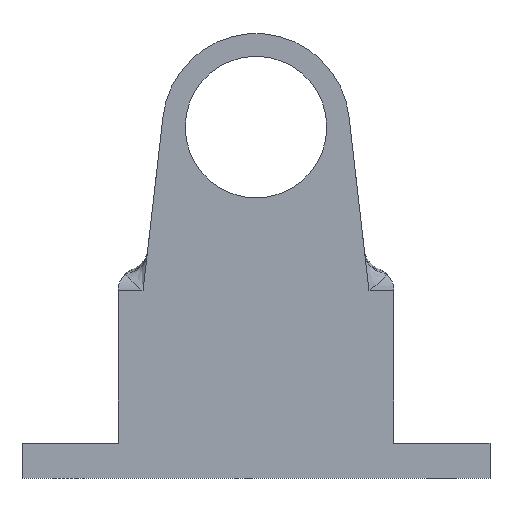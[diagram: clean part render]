
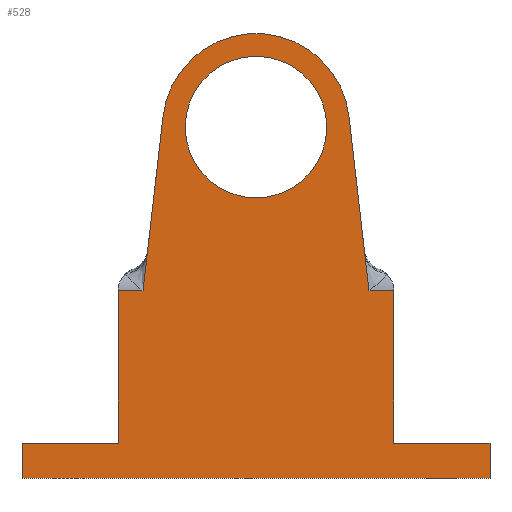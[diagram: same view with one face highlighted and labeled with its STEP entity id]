
A CAD part, left-side view. The second image highlights one B-rep face of the part: STEP entity #528.
In plain terms, the highlighted planar face has unit normal (-1, 0, 0).
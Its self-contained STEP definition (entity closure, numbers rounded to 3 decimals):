
#25=FACE_BOUND('',#104,.T.);
#45=PLANE('',#587);
#70=FACE_OUTER_BOUND('',#103,.T.);
#103=EDGE_LOOP('',(#444,#445,#446,#447,#448,#449,#450,#451,#452,#453,#454,
#455,#456,#457,#458,#459));
#104=EDGE_LOOP('',(#460));
#124=LINE('',#774,#169);
#130=LINE('',#798,#175);
#131=LINE('',#805,#176);
#135=LINE('',#814,#180);
#138=LINE('',#822,#183);
#141=LINE('',#917,#186);
#142=LINE('',#968,#187);
#145=LINE('',#979,#190);
#147=LINE('',#1049,#192);
#148=LINE('',#1091,#193);
#149=LINE('',#1101,#194);
#150=LINE('',#1103,#195);
#151=LINE('',#1105,#196);
#153=LINE('',#1109,#198);
#154=LINE('',#1110,#199);
#169=VECTOR('',#622,10.);
#175=VECTOR('',#646,10.);
#176=VECTOR('',#649,10.);
#180=VECTOR('',#657,10.);
#183=VECTOR('',#664,10.);
#186=VECTOR('',#683,10.);
#187=VECTOR('',#686,10.);
#190=VECTOR('',#697,10.);
#192=VECTOR('',#703,10.);
#193=VECTOR('',#704,10.);
#194=VECTOR('',#707,10.);
#195=VECTOR('',#710,10.);
#196=VECTOR('',#713,10.);
#198=VECTOR('',#719,10.);
#199=VECTOR('',#720,10.);
#219=CIRCLE('',#588,8.);
#220=CIRCLE('',#589,6.05);
#234=VERTEX_POINT('',#771);
#235=VERTEX_POINT('',#773);
#243=VERTEX_POINT('',#795);
#244=VERTEX_POINT('',#797);
#245=VERTEX_POINT('',#804);
#247=VERTEX_POINT('',#810);
#248=VERTEX_POINT('',#812);
#250=VERTEX_POINT('',#818);
#251=VERTEX_POINT('',#820);
#257=VERTEX_POINT('',#852);
#261=VERTEX_POINT('',#915);
#262=VERTEX_POINT('',#959);
#264=VERTEX_POINT('',#972);
#266=VERTEX_POINT('',#978);
#267=VERTEX_POINT('',#1047);
#268=VERTEX_POINT('',#1090);
#269=VERTEX_POINT('',#1111);
#284=EDGE_CURVE('',#235,#234,#124,.T.);
#296=EDGE_CURVE('',#244,#243,#130,.T.);
#298=EDGE_CURVE('',#245,#235,#131,.T.);
#303=EDGE_CURVE('',#247,#248,#135,.T.);
#307=EDGE_CURVE('',#251,#250,#138,.T.);
#318=EDGE_CURVE('',#261,#257,#141,.T.);
#321=EDGE_CURVE('',#262,#261,#142,.T.);
#326=EDGE_CURVE('',#257,#266,#145,.T.);
#330=EDGE_CURVE('',#267,#244,#147,.T.);
#331=EDGE_CURVE('',#268,#267,#148,.T.);
#333=EDGE_CURVE('',#268,#234,#149,.T.);
#334=EDGE_CURVE('',#264,#262,#150,.T.);
#335=EDGE_CURVE('',#264,#247,#151,.T.);
#337=EDGE_CURVE('',#243,#266,#219,.T.);
#338=EDGE_CURVE('',#248,#250,#153,.T.);
#339=EDGE_CURVE('',#245,#251,#154,.T.);
#340=EDGE_CURVE('',#269,#269,#220,.T.);
#444=ORIENTED_EDGE('',*,*,#284,.T.);
#445=ORIENTED_EDGE('',*,*,#333,.F.);
#446=ORIENTED_EDGE('',*,*,#331,.T.);
#447=ORIENTED_EDGE('',*,*,#330,.T.);
#448=ORIENTED_EDGE('',*,*,#296,.T.);
#449=ORIENTED_EDGE('',*,*,#337,.T.);
#450=ORIENTED_EDGE('',*,*,#326,.F.);
#451=ORIENTED_EDGE('',*,*,#318,.F.);
#452=ORIENTED_EDGE('',*,*,#321,.F.);
#453=ORIENTED_EDGE('',*,*,#334,.F.);
#454=ORIENTED_EDGE('',*,*,#335,.T.);
#455=ORIENTED_EDGE('',*,*,#303,.T.);
#456=ORIENTED_EDGE('',*,*,#338,.T.);
#457=ORIENTED_EDGE('',*,*,#307,.F.);
#458=ORIENTED_EDGE('',*,*,#339,.F.);
#459=ORIENTED_EDGE('',*,*,#298,.T.);
#460=ORIENTED_EDGE('',*,*,#340,.T.);
#528=ADVANCED_FACE('',(#70,#25),#45,.T.);
#587=AXIS2_PLACEMENT_3D('',#1107,#715,#716);
#588=AXIS2_PLACEMENT_3D('',#1108,#717,#718);
#589=AXIS2_PLACEMENT_3D('',#1112,#721,#722);
#622=DIRECTION('',(0.,0.,1.));
#646=DIRECTION('',(0.,0.114,0.994));
#649=DIRECTION('',(0.,1.,0.));
#657=DIRECTION('',(0.,1.,0.));
#664=DIRECTION('',(0.,1.,0.));
#683=DIRECTION('',(0.,-0.114,0.994));
#686=DIRECTION('',(0.,-0.114,0.994));
#697=DIRECTION('',(0.,-0.114,0.994));
#703=DIRECTION('',(0.,0.114,0.994));
#704=DIRECTION('',(0.,0.114,0.994));
#707=DIRECTION('',(0.,-1.,0.));
#710=DIRECTION('',(0.,-1.,0.));
#713=DIRECTION('',(0.,0.,-1.));
#715=DIRECTION('center_axis',(-1.,0.,0.));
#716=DIRECTION('ref_axis',(0.,1.,0.));
#717=DIRECTION('center_axis',(-1.,0.,0.));
#718=DIRECTION('ref_axis',(0.,-1.,0.));
#719=DIRECTION('',(0.,0.,-1.));
#720=DIRECTION('',(0.,0.,-1.));
#721=DIRECTION('center_axis',(1.,0.,0.));
#722=DIRECTION('ref_axis',(0.,-1.,0.));
#771=CARTESIAN_POINT('',(6.3,8.216,-14.));
#773=CARTESIAN_POINT('',(6.3,8.216,-27.));
#774=CARTESIAN_POINT('',(6.3,8.216,-17.));
#795=CARTESIAN_POINT('',(6.3,12.052,0.911));
#797=CARTESIAN_POINT('',(6.3,10.709,-10.814));
#798=CARTESIAN_POINT('',(6.3,10.203,-15.228));
#804=CARTESIAN_POINT('',(6.3,0.,-27.));
#805=CARTESIAN_POINT('',(6.3,20.,-27.));
#810=CARTESIAN_POINT('',(6.3,31.784,-27.));
#812=CARTESIAN_POINT('',(6.3,40.,-27.));
#814=CARTESIAN_POINT('',(6.3,20.,-27.));
#818=CARTESIAN_POINT('',(6.3,40.,-30.));
#820=CARTESIAN_POINT('',(6.3,0.,-30.));
#822=CARTESIAN_POINT('',(6.3,0.,-30.));
#852=CARTESIAN_POINT('',(6.3,29.291,-10.814));
#915=CARTESIAN_POINT('',(6.3,29.352,-11.341));
#917=CARTESIAN_POINT('',(6.3,29.797,-15.228));
#959=CARTESIAN_POINT('',(6.3,29.656,-14.));
#968=CARTESIAN_POINT('',(6.3,29.797,-15.228));
#972=CARTESIAN_POINT('',(6.3,31.784,-14.));
#978=CARTESIAN_POINT('',(6.3,27.948,0.911));
#979=CARTESIAN_POINT('',(6.3,29.797,-15.228));
#1047=CARTESIAN_POINT('',(6.3,10.648,-11.341));
#1049=CARTESIAN_POINT('',(6.3,10.203,-15.228));
#1090=CARTESIAN_POINT('',(6.3,10.344,-14.));
#1091=CARTESIAN_POINT('',(6.3,10.203,-15.228));
#1101=CARTESIAN_POINT('',(6.3,10.,-14.));
#1103=CARTESIAN_POINT('',(6.3,10.,-14.));
#1105=CARTESIAN_POINT('',(6.3,31.784,-17.));
#1107=CARTESIAN_POINT('Origin',(6.3,0.,-17.));
#1108=CARTESIAN_POINT('Origin',(6.3,20.,0.));
#1109=CARTESIAN_POINT('',(6.3,40.,-17.));
#1110=CARTESIAN_POINT('',(6.3,0.,-17.));
#1111=CARTESIAN_POINT('',(6.3,26.05,0.));
#1112=CARTESIAN_POINT('Origin',(6.3,20.,0.));
